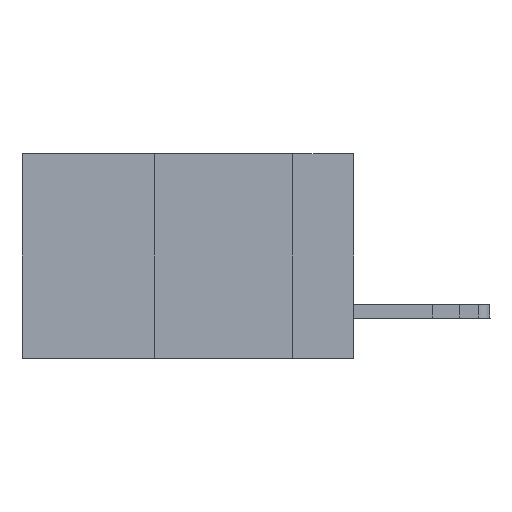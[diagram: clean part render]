
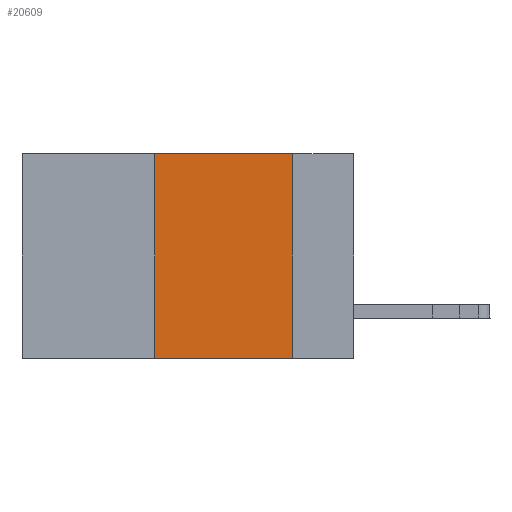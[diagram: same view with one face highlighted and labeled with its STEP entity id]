
A CAD part, left-side view. The second image highlights one B-rep face of the part: STEP entity #20609.
In plain terms, the highlighted planar face has unit normal (-1, 0, 0).
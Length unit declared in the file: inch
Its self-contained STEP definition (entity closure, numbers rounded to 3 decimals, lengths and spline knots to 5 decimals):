
#1214 = VERTEX_POINT ( 'NONE', #22217 ) ;
#1217 = CARTESIAN_POINT ( 'NONE',  ( 0., 0.11, -0.37 ) ) ;
#4614 = EDGE_CURVE ( 'NONE', #16313, #1214, #4868, .T. ) ;
#4667 = EDGE_LOOP ( 'NONE', ( #22313, #12295, #14999, #30600 ) ) ;
#4811 = LINE ( 'NONE', #19082, #24564 ) ;
#4868 = LINE ( 'NONE', #5048, #31433 ) ;
#5048 = CARTESIAN_POINT ( 'NONE',  ( 0., 0.36, 0. ) ) ;
#6502 = DIRECTION ( 'NONE',  ( 0., -1., 0. ) ) ;
#7786 = PLANE ( 'NONE',  #27608 ) ;
#9911 = VECTOR ( 'NONE', #16316, 39.37008 ) ;
#11097 = DIRECTION ( 'NONE',  ( 1., 0., 0. ) ) ;
#12295 = ORIENTED_EDGE ( 'NONE', *, *, #21905, .F. ) ;
#13726 = FACE_OUTER_BOUND ( 'NONE', #4667, .T. ) ;
#13903 = CARTESIAN_POINT ( 'NONE',  ( 0., 0.6, 0. ) ) ;
#14999 = ORIENTED_EDGE ( 'NONE', *, *, #4614, .F. ) ;
#16142 = DIRECTION ( 'NONE',  ( 0., -1., 0. ) ) ;
#16154 = CARTESIAN_POINT ( 'NONE',  ( 0., 0.36, -0.37 ) ) ;
#16313 = VERTEX_POINT ( 'NONE', #16154 ) ;
#16316 = DIRECTION ( 'NONE',  ( 0., 0., -1. ) ) ;
#16936 = VECTOR ( 'NONE', #6502, 39.37008 ) ;
#18248 = VERTEX_POINT ( 'NONE', #27823 ) ;
#19082 = CARTESIAN_POINT ( 'NONE',  ( 0., 0.6, 0. ) ) ;
#19092 = LINE ( 'NONE', #24633, #9911 ) ;
#20609 = ADVANCED_FACE ( 'NONE', ( #13726 ), #7786, .F. ) ;
#20874 = VERTEX_POINT ( 'NONE', #1217 ) ;
#20970 = CARTESIAN_POINT ( 'NONE',  ( 0., 0.6, -0.37 ) ) ;
#21905 = EDGE_CURVE ( 'NONE', #1214, #18248, #4811, .T. ) ;
#22217 = CARTESIAN_POINT ( 'NONE',  ( 0., 0.36, 0. ) ) ;
#22313 = ORIENTED_EDGE ( 'NONE', *, *, #24304, .F. ) ;
#24304 = EDGE_CURVE ( 'NONE', #18248, #20874, #19092, .T. ) ;
#24564 = VECTOR ( 'NONE', #16142, 39.37008 ) ;
#24633 = CARTESIAN_POINT ( 'NONE',  ( 0., 0.11, 0. ) ) ;
#24991 = DIRECTION ( 'NONE',  ( 0., 0., -1. ) ) ;
#27608 = AXIS2_PLACEMENT_3D ( 'NONE', #13903, #11097, #24991 ) ;
#27823 = CARTESIAN_POINT ( 'NONE',  ( 0., 0.11, 0. ) ) ;
#30600 = ORIENTED_EDGE ( 'NONE', *, *, #31353, .T. ) ;
#31353 = EDGE_CURVE ( 'NONE', #16313, #20874, #36302, .T. ) ;
#31433 = VECTOR ( 'NONE', #33172, 39.37008 ) ;
#33172 = DIRECTION ( 'NONE',  ( 0., 0., 1. ) ) ;
#36302 = LINE ( 'NONE', #20970, #16936 ) ;
